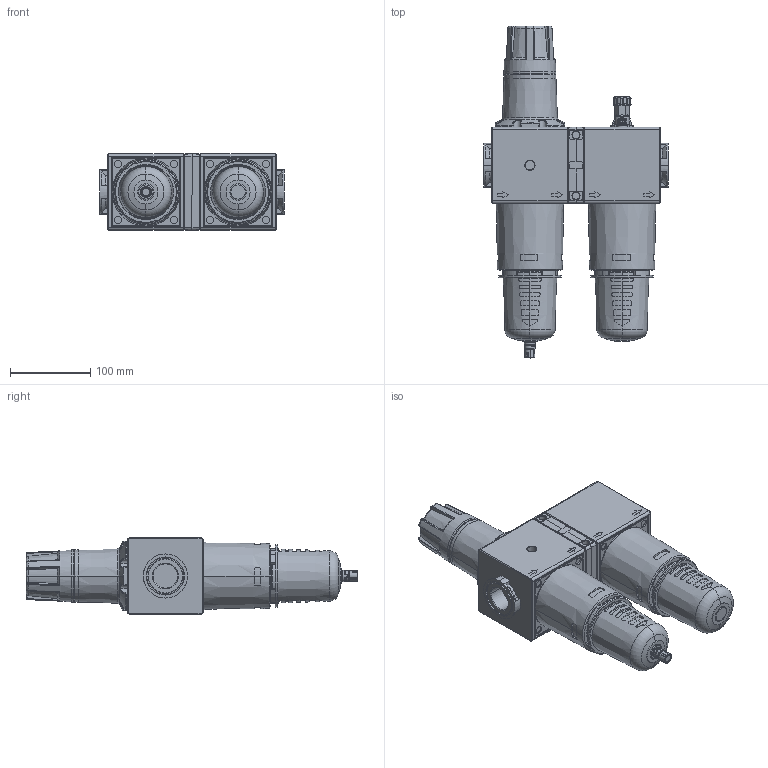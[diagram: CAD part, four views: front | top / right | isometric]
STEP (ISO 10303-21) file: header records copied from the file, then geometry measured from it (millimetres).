
FILE_DESCRIPTION(('STEP AP214'),'1');
FILE_NAME('095 FR+L PE SS.stp','2020-03-18T15:10:52',(' '),(' '),'Spatial InterOp 3D',' ',' ');
FILE_SCHEMA(('AUTOMOTIVE_DESIGN { 1 0 10303 214 1 1 1 1 }'));
Length unit declared in the file: metre
Products named in the file (1): Volume
Bounding box: 230 x 414.5 x 95 mm (x, y, z)
Volume: 3750887.7 mm3; surface area: 258429 mm2
Topology: 1 solids, 6 shells, 1958 faces, 5153 edges, 3236 vertices
Faces by surface type: plane 781, cylinder 485, torus 192, bspline 174, cone 161, extrusion 124, sphere 41
Entity records: 73606 total; most frequent: CARTESIAN_POINT 25900, ORIENTED_EDGE 10254, DIRECTION 9784, EDGE_CURVE 5127, AXIS2_PLACEMENT_3D 3651, VERTEX_POINT 3236, VECTOR 2482, LINE 2358
